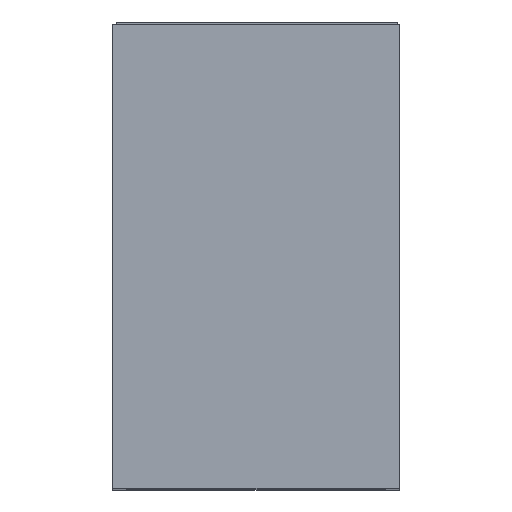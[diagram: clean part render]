
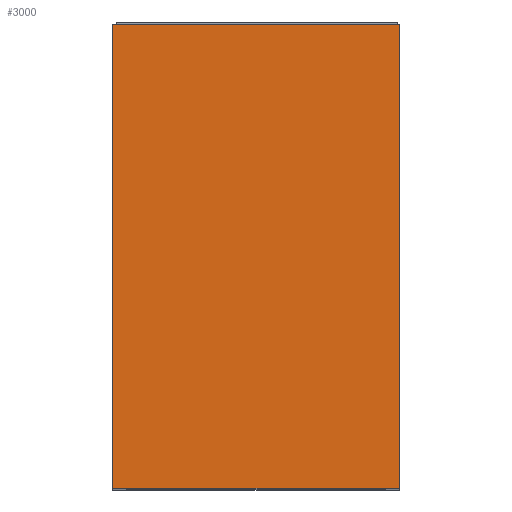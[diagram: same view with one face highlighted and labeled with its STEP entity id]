
A CAD part, top view. The second image highlights one B-rep face of the part: STEP entity #3000.
In plain terms, the highlighted planar face has unit normal (0, 0, 1).
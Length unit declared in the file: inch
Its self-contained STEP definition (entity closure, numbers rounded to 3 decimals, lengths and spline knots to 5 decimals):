
#289=LINE('',#5404,#565);
#293=LINE('',#5412,#569);
#296=LINE('',#5418,#572);
#298=LINE('',#5421,#574);
#565=VECTOR('',#4545,39.37008);
#569=VECTOR('',#4551,39.37008);
#572=VECTOR('',#4556,39.37008);
#574=VECTOR('',#4560,39.37008);
#834=PLANE('',#3642);
#1608=ORIENTED_EDGE('',*,*,#2017,.T.);
#1609=ORIENTED_EDGE('',*,*,#2021,.T.);
#1610=ORIENTED_EDGE('',*,*,#2024,.T.);
#1611=ORIENTED_EDGE('',*,*,#2026,.T.);
#2017=EDGE_CURVE('',#2269,#2268,#289,.T.);
#2021=EDGE_CURVE('',#2268,#2271,#293,.T.);
#2024=EDGE_CURVE('',#2271,#2273,#296,.T.);
#2026=EDGE_CURVE('',#2273,#2269,#298,.T.);
#2268=VERTEX_POINT('',#5403);
#2269=VERTEX_POINT('',#5405);
#2271=VERTEX_POINT('',#5411);
#2273=VERTEX_POINT('',#5417);
#2583=EDGE_LOOP('',(#1608,#1609,#1610,#1611));
#2769=FACE_BOUND('',#2583,.T.);
#3000=ADVANCED_FACE('',(#2769),#834,.F.);
#3642=AXIS2_PLACEMENT_3D('',#5422,#4561,#4562);
#4545=DIRECTION('',(0.,1.,0.));
#4551=DIRECTION('',(-1.,0.,0.));
#4556=DIRECTION('',(0.,-1.,0.));
#4560=DIRECTION('',(1.,0.,0.));
#4561=DIRECTION('',(0.,0.,-1.));
#4562=DIRECTION('',(-1.,0.,0.));
#5403=CARTESIAN_POINT('',(14.17323,22.95276,0.62992));
#5404=CARTESIAN_POINT('',(14.17323,0.,0.62992));
#5405=CARTESIAN_POINT('',(14.17323,0.,0.62992));
#5411=CARTESIAN_POINT('',(0.,22.95276,0.62992));
#5412=CARTESIAN_POINT('',(0.,22.95276,0.62992));
#5417=CARTESIAN_POINT('',(0.,0.,0.62992));
#5418=CARTESIAN_POINT('',(0.,0.,0.62992));
#5421=CARTESIAN_POINT('',(0.,0.,0.62992));
#5422=CARTESIAN_POINT('',(0.,0.,0.62992));
